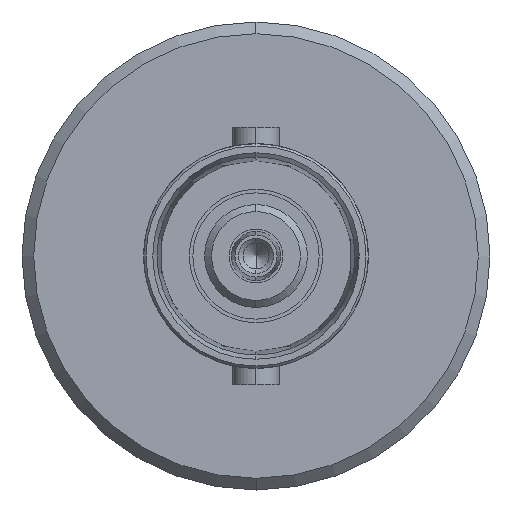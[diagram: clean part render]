
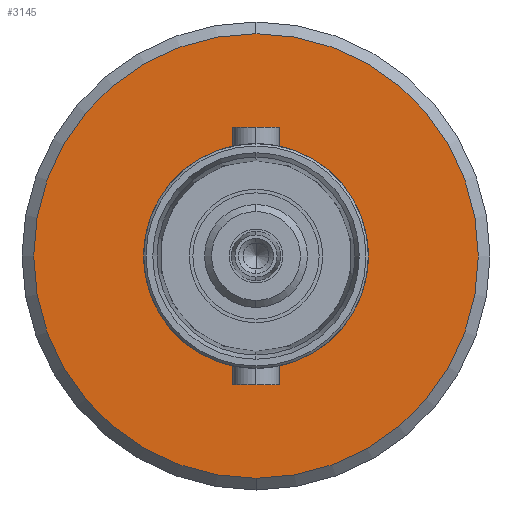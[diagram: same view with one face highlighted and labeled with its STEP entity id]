
A CAD part, left-side view. The second image highlights one B-rep face of the part: STEP entity #3145.
In plain terms, the highlighted planar face has unit normal (-1, 0, 0).
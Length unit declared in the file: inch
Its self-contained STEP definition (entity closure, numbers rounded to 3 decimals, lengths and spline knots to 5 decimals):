
#176 = EDGE_CURVE ( 'NONE', #5448, #3001, #2858, .T. ) ;
#546 = AXIS2_PLACEMENT_3D ( 'NONE', #5324, #5739, #6269 ) ;
#609 = VERTEX_POINT ( 'NONE', #3839 ) ;
#916 = ORIENTED_EDGE ( 'NONE', *, *, #1099, .F. ) ;
#985 = CARTESIAN_POINT ( 'NONE',  ( -0.87795, 0., -0.18898 ) ) ;
#1099 = EDGE_CURVE ( 'NONE', #3941, #609, #1261, .T. ) ;
#1125 = AXIS2_PLACEMENT_3D ( 'NONE', #985, #2951, #4897 ) ;
#1141 = EDGE_LOOP ( 'NONE', ( #1345, #916 ) ) ;
#1147 = EDGE_CURVE ( 'NONE', #3001, #5448, #4745, .T. ) ;
#1261 = CIRCLE ( 'NONE', #6059, 0.37402 ) ;
#1290 = DIRECTION ( 'NONE',  ( 1., 0., 0. ) ) ;
#1341 = CIRCLE ( 'NONE', #4000, 0.37402 ) ;
#1345 = ORIENTED_EDGE ( 'NONE', *, *, #3076, .F. ) ;
#1761 = CARTESIAN_POINT ( 'NONE',  ( -0.87795, 0., 0.18898 ) ) ;
#1781 = CARTESIAN_POINT ( 'NONE',  ( -0.87795, 0., 0. ) ) ;
#1952 = DIRECTION ( 'NONE',  ( 0., 0., -1. ) ) ;
#2219 = CARTESIAN_POINT ( 'NONE',  ( -0.87795, 0., 0. ) ) ;
#2249 = DIRECTION ( 'NONE',  ( 1., 0., 0. ) ) ;
#2347 = EDGE_LOOP ( 'NONE', ( #4379, #3957 ) ) ;
#2824 = CARTESIAN_POINT ( 'NONE',  ( -0.87795, 0., 0.37402 ) ) ;
#2858 = CIRCLE ( 'NONE', #3363, 0.18898 ) ;
#2951 = DIRECTION ( 'NONE',  ( -1., 0., 0. ) ) ;
#2961 = CARTESIAN_POINT ( 'NONE',  ( -0.87795, 0., -0.18898 ) ) ;
#3001 = VERTEX_POINT ( 'NONE', #1761 ) ;
#3076 = EDGE_CURVE ( 'NONE', #609, #3941, #1341, .T. ) ;
#3145 = ADVANCED_FACE ( 'NONE', ( #3815, #6287 ), #6322, .T. ) ;
#3363 = AXIS2_PLACEMENT_3D ( 'NONE', #2219, #4160, #1952 ) ;
#3815 = FACE_BOUND ( 'NONE', #2347, .T. ) ;
#3839 = CARTESIAN_POINT ( 'NONE',  ( -0.87795, 0., -0.37402 ) ) ;
#3941 = VERTEX_POINT ( 'NONE', #2824 ) ;
#3957 = ORIENTED_EDGE ( 'NONE', *, *, #1147, .T. ) ;
#4000 = AXIS2_PLACEMENT_3D ( 'NONE', #6112, #2249, #4190 ) ;
#4160 = DIRECTION ( 'NONE',  ( 1., 0., 0. ) ) ;
#4190 = DIRECTION ( 'NONE',  ( 0., 0., -1. ) ) ;
#4379 = ORIENTED_EDGE ( 'NONE', *, *, #176, .T. ) ;
#4745 = CIRCLE ( 'NONE', #546, 0.18898 ) ;
#4897 = DIRECTION ( 'NONE',  ( 0., 0., 1. ) ) ;
#5324 = CARTESIAN_POINT ( 'NONE',  ( -0.87795, 0., 0. ) ) ;
#5448 = VERTEX_POINT ( 'NONE', #2961 ) ;
#5626 = DIRECTION ( 'NONE',  ( 0., 0., -1. ) ) ;
#5739 = DIRECTION ( 'NONE',  ( 1., 0., 0. ) ) ;
#6059 = AXIS2_PLACEMENT_3D ( 'NONE', #1781, #1290, #5626 ) ;
#6112 = CARTESIAN_POINT ( 'NONE',  ( -0.87795, 0., 0. ) ) ;
#6269 = DIRECTION ( 'NONE',  ( 0., 0., -1. ) ) ;
#6287 = FACE_OUTER_BOUND ( 'NONE', #1141, .T. ) ;
#6322 = PLANE ( 'NONE',  #1125 ) ;
